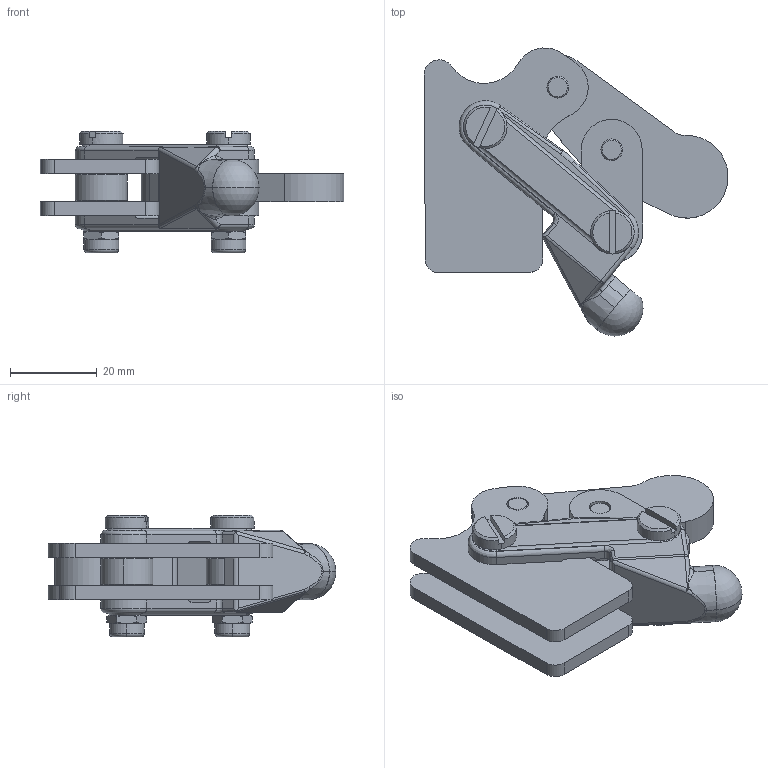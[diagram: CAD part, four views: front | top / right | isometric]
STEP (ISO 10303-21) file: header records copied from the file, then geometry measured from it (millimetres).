
FILE_DESCRIPTION((''),'2;1');
FILE_NAME('601-opened.stp','2005-09-28T09:37:59',('Kysilko'),(''),'Autodesk Inventor 8','Autodesk Inventor 8','');
FILE_SCHEMA(('AUTOMOTIVE_DESIGN { 1 0 10303 214 1 1 1 1 }'));
Length unit declared in the file: millimetre
Products named in the file (1): Part10
Bounding box: 69.93 x 66.26 x 28 mm (x, y, z)
Volume: 27380.9 mm3; surface area: 14158 mm2
Topology: 1 solids, 105 shells, 808 faces, 1688 edges, 1082 vertices
Faces by surface type: plane 490, bspline 128, cylinder 97, cone 73, sphere 16, torus 4
Entity records: 25173 total; most frequent: CARTESIAN_POINT 8291, DIRECTION 3524, ORIENTED_EDGE 3348, EDGE_CURVE 1674, AXIS2_PLACEMENT_3D 1253, VERTEX_POINT 1078, VECTOR 1018, LINE 1018
